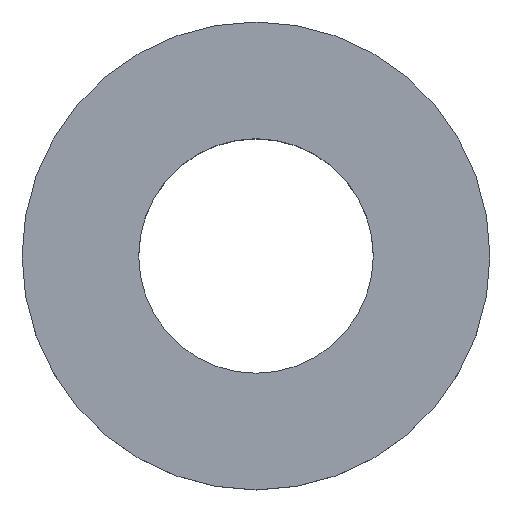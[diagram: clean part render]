
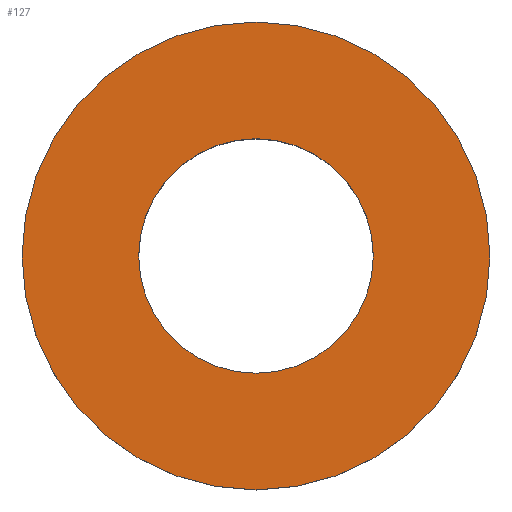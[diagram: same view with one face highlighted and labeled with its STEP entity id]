
A CAD part, top view. The second image highlights one B-rep face of the part: STEP entity #127.
In plain terms, the highlighted planar face has unit normal (0, 0, 1).
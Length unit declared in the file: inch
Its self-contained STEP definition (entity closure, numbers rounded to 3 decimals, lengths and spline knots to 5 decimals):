
#4 = AXIS2_PLACEMENT_3D ( 'NONE', #174, #284, #28 ) ;
#8 = EDGE_CURVE ( 'NONE', #114, #288, #15, .T. ) ;
#13 = ORIENTED_EDGE ( 'NONE', *, *, #175, .T. ) ;
#15 = CIRCLE ( 'NONE', #26, 0.375 ) ;
#26 = AXIS2_PLACEMENT_3D ( 'NONE', #66, #233, #249 ) ;
#28 = DIRECTION ( 'NONE',  ( 1., 0., 0. ) ) ;
#38 = ORIENTED_EDGE ( 'NONE', *, *, #8, .F. ) ;
#43 = EDGE_CURVE ( 'NONE', #288, #114, #297, .T. ) ;
#56 = DIRECTION ( 'NONE',  ( 0., 0., -1. ) ) ;
#64 = DIRECTION ( 'NONE',  ( 0., 0., -1. ) ) ;
#66 = CARTESIAN_POINT ( 'NONE',  ( 0., 0., 0.15625 ) ) ;
#71 = CARTESIAN_POINT ( 'NONE',  ( 0., 0., 0.15625 ) ) ;
#74 = CIRCLE ( 'NONE', #243, 0.188 ) ;
#80 = FACE_OUTER_BOUND ( 'NONE', #134, .T. ) ;
#83 = VERTEX_POINT ( 'NONE', #195 ) ;
#90 = VERTEX_POINT ( 'NONE', #281 ) ;
#100 = FACE_BOUND ( 'NONE', #227, .T. ) ;
#114 = VERTEX_POINT ( 'NONE', #176 ) ;
#115 = AXIS2_PLACEMENT_3D ( 'NONE', #286, #263, #244 ) ;
#127 = ADVANCED_FACE ( 'NONE', ( #100, #80 ), #199, .T. ) ;
#134 = EDGE_LOOP ( 'NONE', ( #265, #38 ) ) ;
#141 = DIRECTION ( 'NONE',  ( -1., 0., 0. ) ) ;
#161 = CARTESIAN_POINT ( 'NONE',  ( -0.375, 0., 0.15625 ) ) ;
#174 = CARTESIAN_POINT ( 'NONE',  ( 0., 0.188, 0.15625 ) ) ;
#175 = EDGE_CURVE ( 'NONE', #83, #90, #74, .T. ) ;
#176 = CARTESIAN_POINT ( 'NONE',  ( 0.375, 0., 0.15625 ) ) ;
#181 = EDGE_CURVE ( 'NONE', #90, #83, #219, .T. ) ;
#195 = CARTESIAN_POINT ( 'NONE',  ( 0.188, 0., 0.15625 ) ) ;
#199 = PLANE ( 'NONE',  #4 ) ;
#219 = CIRCLE ( 'NONE', #115, 0.188 ) ;
#222 = ORIENTED_EDGE ( 'NONE', *, *, #181, .T. ) ;
#227 = EDGE_LOOP ( 'NONE', ( #222, #13 ) ) ;
#233 = DIRECTION ( 'NONE',  ( 0., 0., -1. ) ) ;
#242 = DIRECTION ( 'NONE',  ( -1., 0., 0. ) ) ;
#243 = AXIS2_PLACEMENT_3D ( 'NONE', #71, #56, #242 ) ;
#244 = DIRECTION ( 'NONE',  ( -1., 0., 0. ) ) ;
#249 = DIRECTION ( 'NONE',  ( -1., 0., 0. ) ) ;
#263 = DIRECTION ( 'NONE',  ( 0., 0., -1. ) ) ;
#265 = ORIENTED_EDGE ( 'NONE', *, *, #43, .F. ) ;
#269 = CARTESIAN_POINT ( 'NONE',  ( 0., 0., 0.15625 ) ) ;
#281 = CARTESIAN_POINT ( 'NONE',  ( -0.188, 0., 0.15625 ) ) ;
#284 = DIRECTION ( 'NONE',  ( 0., 0., 1. ) ) ;
#285 = AXIS2_PLACEMENT_3D ( 'NONE', #269, #64, #141 ) ;
#286 = CARTESIAN_POINT ( 'NONE',  ( 0., 0., 0.15625 ) ) ;
#288 = VERTEX_POINT ( 'NONE', #161 ) ;
#297 = CIRCLE ( 'NONE', #285, 0.375 ) ;
